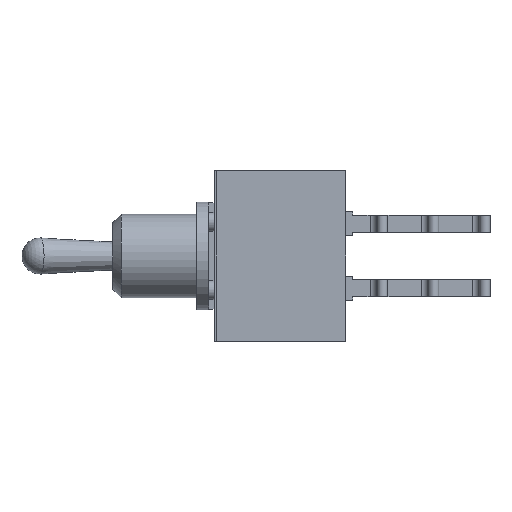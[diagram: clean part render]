
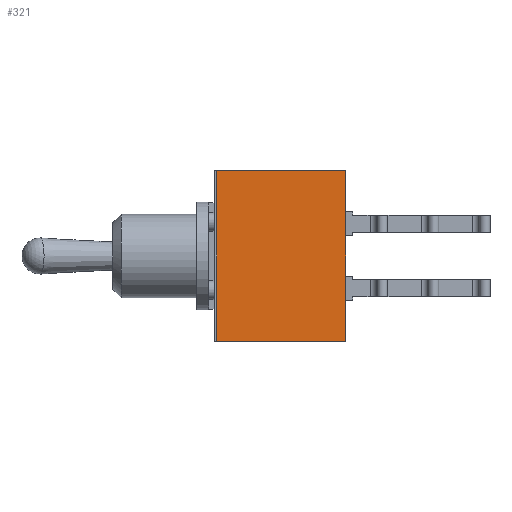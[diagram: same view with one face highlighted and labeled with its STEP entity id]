
A CAD part, left-side view. The second image highlights one B-rep face of the part: STEP entity #321.
In plain terms, the highlighted planar face has unit normal (-1, 0, 0).
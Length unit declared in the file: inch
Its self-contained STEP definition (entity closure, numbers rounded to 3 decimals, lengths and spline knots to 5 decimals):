
#321 = ADVANCED_FACE( '', ( #535 ), #536, .T. );
#535 = FACE_OUTER_BOUND( '', #971, .T. );
#536 = PLANE( '', #972 );
#971 = EDGE_LOOP( '', ( #1426, #1427, #1428, #1429 ) );
#972 = AXIS2_PLACEMENT_3D( '', #1430, #1431, #1432 );
#1426 = ORIENTED_EDGE( '', *, *, #3129, .T. );
#1427 = ORIENTED_EDGE( '', *, *, #3130, .F. );
#1428 = ORIENTED_EDGE( '', *, *, #3125, .F. );
#1429 = ORIENTED_EDGE( '', *, *, #3131, .T. );
#1430 = CARTESIAN_POINT( '', ( -0.256, -0.3977, -0.25 ) );
#1431 = DIRECTION( '', ( -1., 0., 0. ) );
#1432 = DIRECTION( '', ( 0., 0., 1. ) );
#3125 = EDGE_CURVE( '', #3680, #3681, #3682, .T. );
#3129 = EDGE_CURVE( '', #3688, #3689, #3690, .T. );
#3130 = EDGE_CURVE( '', #3681, #3689, #3691, .T. );
#3131 = EDGE_CURVE( '', #3680, #3688, #3692, .T. );
#3680 = VERTEX_POINT( '', #4602 );
#3681 = VERTEX_POINT( '', #4603 );
#3682 = LINE( '', #4604, #4605 );
#3688 = VERTEX_POINT( '', #4614 );
#3689 = VERTEX_POINT( '', #4615 );
#3690 = LINE( '', #4616, #4617 );
#3691 = LINE( '', #4618, #4619 );
#3692 = LINE( '', #4620, #4621 );
#4602 = CARTESIAN_POINT( '', ( -0.256, -0.3977, -0.25 ) );
#4603 = CARTESIAN_POINT( '', ( -0.256, -0.02, -0.25 ) );
#4604 = CARTESIAN_POINT( '', ( -0.256, -0.3977, -0.25 ) );
#4605 = VECTOR( '', #5986, 39.37008 );
#4614 = CARTESIAN_POINT( '', ( -0.256, -0.3977, 0.25 ) );
#4615 = CARTESIAN_POINT( '', ( -0.256, -0.02, 0.25 ) );
#4616 = CARTESIAN_POINT( '', ( -0.256, -0.3977, 0.25 ) );
#4617 = VECTOR( '', #5990, 39.37008 );
#4618 = CARTESIAN_POINT( '', ( -0.256, -0.02, -0.25 ) );
#4619 = VECTOR( '', #5991, 39.37008 );
#4620 = CARTESIAN_POINT( '', ( -0.256, -0.3977, -0.25 ) );
#4621 = VECTOR( '', #5992, 39.37008 );
#5986 = DIRECTION( '', ( 0., 1., 0. ) );
#5990 = DIRECTION( '', ( 0., 1., 0. ) );
#5991 = DIRECTION( '', ( 0., 0., 1. ) );
#5992 = DIRECTION( '', ( 0., 0., 1. ) );
